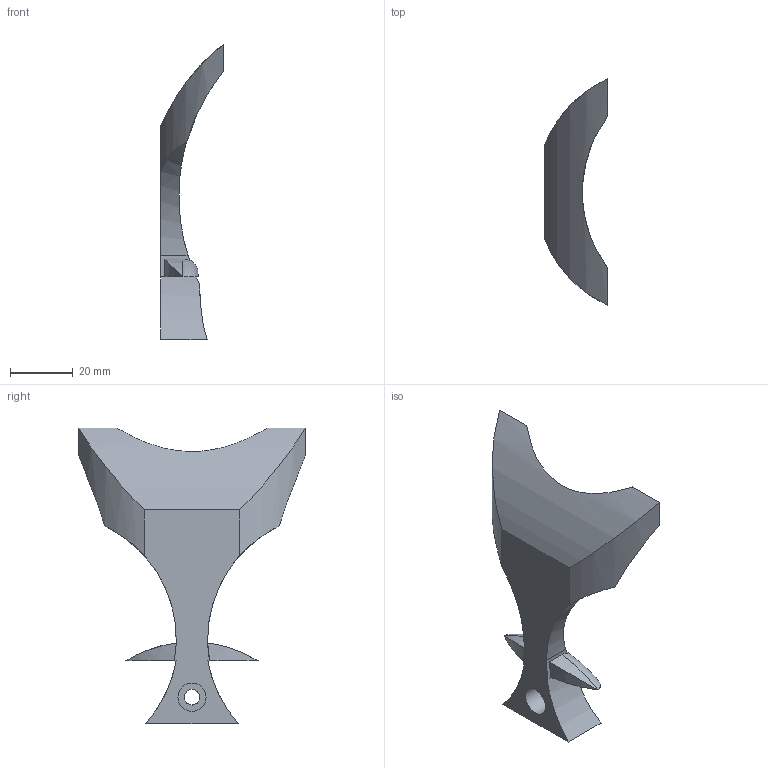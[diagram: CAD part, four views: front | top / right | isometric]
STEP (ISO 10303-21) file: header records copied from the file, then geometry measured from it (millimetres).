
FILE_DESCRIPTION(('FreeCAD Model'),'2;1');
FILE_NAME('Bloc-avant-V6.step','2020-10-11T15:20:39',('Author'),(''), 'Open CASCADE STEP processor 7.3','FreeCAD','Unknown');
FILE_SCHEMA(('AUTOMOTIVE_DESIGN { 1 0 10303 214 1 1 1 1 }'));
Length unit declared in the file: millimetre
Products named in the file (1): Bloc-Avant-V6
Bounding box: 20 x 72.42 x 94.41 mm (x, y, z)
Volume: 22670.2 mm3; surface area: 9355.2 mm2
Topology: 1 solids, 1 shells, 29 faces, 76 edges, 50 vertices
Faces by surface type: cylinder 18, plane 10, torus 1
Full cylindrical faces by diameter (mm): 5 x1, 9 x1
Entity records: 4734 total; most frequent: CARTESIAN_POINT 3162, DIRECTION 198, ORIENTED_EDGE 152, PCURVE 152, DEFINITIONAL_REPRESENTATION 152, B_SPLINE_CURVE_WITH_KNOTS 105, LINE 90, VECTOR 90
